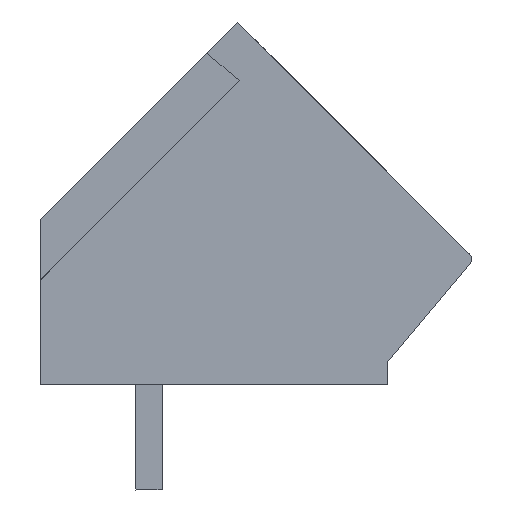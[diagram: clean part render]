
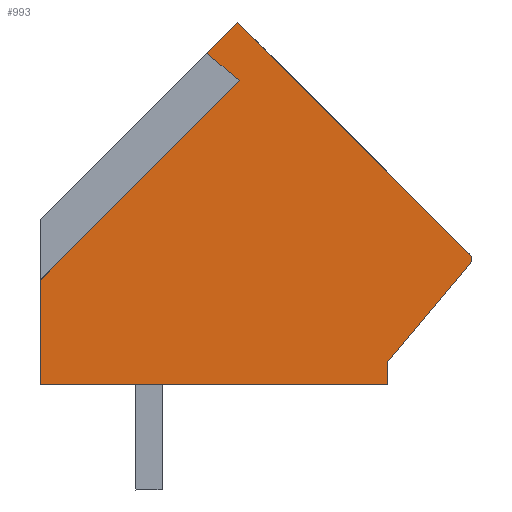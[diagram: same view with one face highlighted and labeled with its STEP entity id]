
A CAD part, left-side view. The second image highlights one B-rep face of the part: STEP entity #993.
In plain terms, the highlighted planar face has unit normal (-1, 0, 0).
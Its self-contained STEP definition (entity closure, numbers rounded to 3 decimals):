
#949=AXIS2_PLACEMENT_3D('Plane Axis2P3D',#946,#947,#948) ;
#979=AXIS2_PLACEMENT_3D('Circle Axis2P3D',#977,#978,$) ;
#172=CARTESIAN_POINT('Vertex',(0.,8.05,13.259)) ;
#175=CARTESIAN_POINT('Line Origine',(0.,7.58,13.73)) ;
#179=CARTESIAN_POINT('Vertex',(0.,7.11,14.2)) ;
#360=CARTESIAN_POINT('Vertex',(0.,2.546,3.2)) ;
#363=CARTESIAN_POINT('Line Origine',(0.,7.823,3.2)) ;
#367=CARTESIAN_POINT('Vertex',(0.,13.1,3.2)) ;
#744=CARTESIAN_POINT('Vertex',(0.,13.1,6.371)) ;
#747=CARTESIAN_POINT('Line Origine',(0.,10.075,9.396)) ;
#751=CARTESIAN_POINT('Vertex',(0.,7.051,12.421)) ;
#778=CARTESIAN_POINT('Line Origine',(0.,7.551,12.84)) ;
#946=CARTESIAN_POINT('Axis2P3D Location',(0.,13.1,0.)) ;
#951=CARTESIAN_POINT('Line Origine',(0.,3.584,10.674)) ;
#955=CARTESIAN_POINT('Vertex',(0.,0.059,7.149)) ;
#958=CARTESIAN_POINT('Line Origine',(0.,13.1,4.786)) ;
#963=CARTESIAN_POINT('Line Origine',(0.,2.546,3.55)) ;
#967=CARTESIAN_POINT('Vertex',(0.,2.546,3.9)) ;
#970=CARTESIAN_POINT('Line Origine',(0.,1.297,5.389)) ;
#974=CARTESIAN_POINT('Vertex',(0.,0.047,6.879)) ;
#977=CARTESIAN_POINT('Axis2P3D Location',(0.,0.2,7.007)) ;
#176=DIRECTION('Vector Direction',(0.,0.707,-0.707)) ;
#364=DIRECTION('Vector Direction',(0.,-1.,0.)) ;
#748=DIRECTION('Vector Direction',(0.,0.707,-0.707)) ;
#779=DIRECTION('Vector Direction',(0.,-0.766,-0.643)) ;
#947=DIRECTION('Axis2P3D Direction',(-1.,0.,0.)) ;
#948=DIRECTION('Axis2P3D XDirection',(0.,-1.,0.)) ;
#952=DIRECTION('Vector Direction',(0.,0.707,0.707)) ;
#959=DIRECTION('Vector Direction',(0.,0.,-1.)) ;
#964=DIRECTION('Vector Direction',(0.,0.,1.)) ;
#971=DIRECTION('Vector Direction',(0.,-0.643,0.766)) ;
#978=DIRECTION('Axis2P3D Direction',(-1.,0.,0.)) ;
#177=VECTOR('Line Direction',#176,1.) ;
#365=VECTOR('Line Direction',#364,1.) ;
#749=VECTOR('Line Direction',#748,1.) ;
#780=VECTOR('Line Direction',#779,1.) ;
#953=VECTOR('Line Direction',#952,1.) ;
#960=VECTOR('Line Direction',#959,1.) ;
#965=VECTOR('Line Direction',#964,1.) ;
#972=VECTOR('Line Direction',#971,1.) ;
#983=ORIENTED_EDGE('',*,*,#957,.T.) ;
#984=ORIENTED_EDGE('',*,*,#181,.T.) ;
#985=ORIENTED_EDGE('',*,*,#782,.T.) ;
#986=ORIENTED_EDGE('',*,*,#753,.T.) ;
#987=ORIENTED_EDGE('',*,*,#962,.T.) ;
#988=ORIENTED_EDGE('',*,*,#369,.T.) ;
#989=ORIENTED_EDGE('',*,*,#969,.T.) ;
#990=ORIENTED_EDGE('',*,*,#976,.T.) ;
#991=ORIENTED_EDGE('',*,*,#981,.F.) ;
#993=ADVANCED_FACE('HOUSING',(#992),#950,.T.) ;
#980=CIRCLE('generated circle',#979,0.2) ;
#181=EDGE_CURVE('',#180,#173,#178,.T.) ;
#369=EDGE_CURVE('',#368,#361,#366,.T.) ;
#753=EDGE_CURVE('',#752,#745,#750,.T.) ;
#782=EDGE_CURVE('',#173,#752,#781,.T.) ;
#957=EDGE_CURVE('',#956,#180,#954,.T.) ;
#962=EDGE_CURVE('',#745,#368,#961,.T.) ;
#969=EDGE_CURVE('',#361,#968,#966,.T.) ;
#976=EDGE_CURVE('',#968,#975,#973,.T.) ;
#981=EDGE_CURVE('',#956,#975,#980,.F.) ;
#982=EDGE_LOOP('',(#983,#984,#985,#986,#987,#988,#989,#990,#991)) ;
#992=FACE_OUTER_BOUND('',#982,.T.) ;
#178=LINE('Line',#175,#177) ;
#366=LINE('Line',#363,#365) ;
#750=LINE('Line',#747,#749) ;
#781=LINE('Line',#778,#780) ;
#954=LINE('Line',#951,#953) ;
#961=LINE('Line',#958,#960) ;
#966=LINE('Line',#963,#965) ;
#973=LINE('Line',#970,#972) ;
#950=PLANE('',#949) ;
#173=VERTEX_POINT('',#172) ;
#180=VERTEX_POINT('',#179) ;
#361=VERTEX_POINT('',#360) ;
#368=VERTEX_POINT('',#367) ;
#745=VERTEX_POINT('',#744) ;
#752=VERTEX_POINT('',#751) ;
#956=VERTEX_POINT('',#955) ;
#968=VERTEX_POINT('',#967) ;
#975=VERTEX_POINT('',#974) ;
